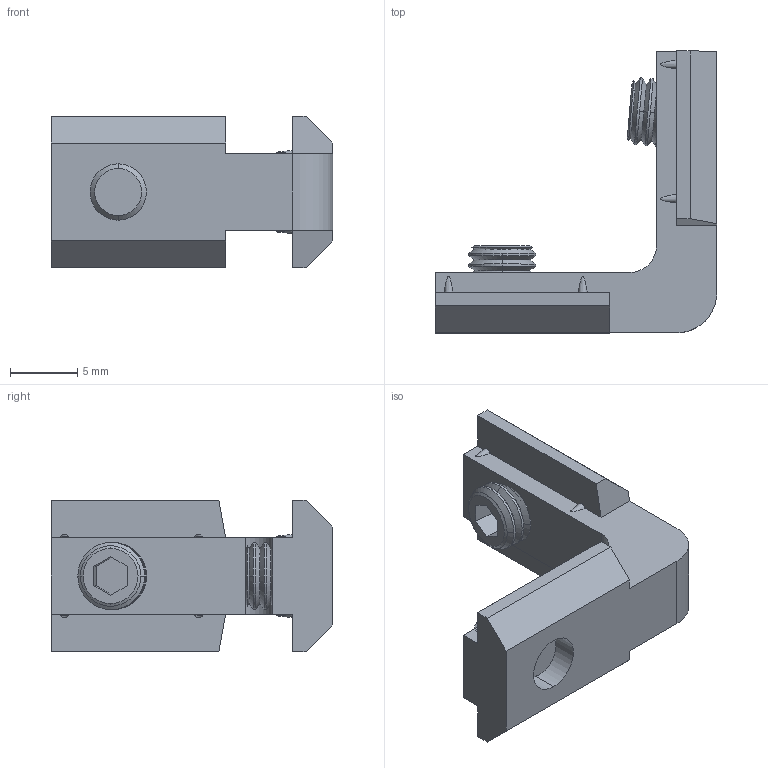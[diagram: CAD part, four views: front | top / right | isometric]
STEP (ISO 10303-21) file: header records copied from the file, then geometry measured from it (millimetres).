
FILE_DESCRIPTION (( 'STEP AP214' ), '1' );
FILE_NAME ('099i90r06.STEP', '2014-05-13T07:52:41', ( '' ), ( '' ), 'SwSTEP 2.0', 'SolidWorks 2014', '' );
FILE_SCHEMA (( 'AUTOMOTIVE_DESIGN' ));
Length unit declared in the file: millimetre
Products named in the file (1): 099i90r06
Bounding box: 21 x 21 x 11.3 mm (x, y, z)
Volume: 1294.6 mm3; surface area: 1457 mm2
Topology: 3 solids, 3 shells, 149 faces, 348 edges, 207 vertices
Faces by surface type: cone 73, plane 50, cylinder 26
Entity records: 6048 total; most frequent: CARTESIAN_POINT 899, DIRECTION 759, ORIENTED_EDGE 696, EDGE_CURVE 348, AXIS2_PLACEMENT_3D 275, LINE 209, VECTOR 209, VERTEX_POINT 207
